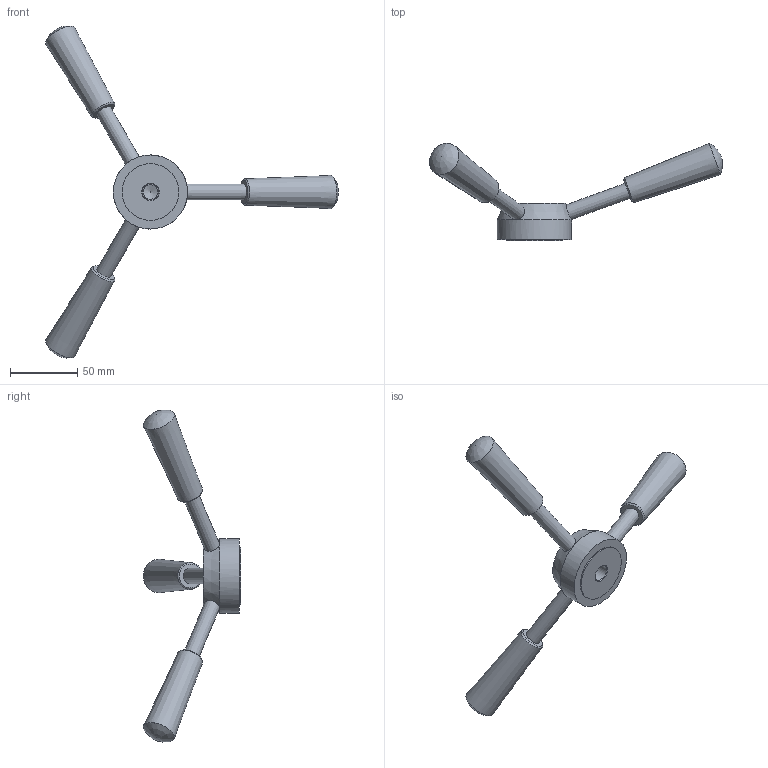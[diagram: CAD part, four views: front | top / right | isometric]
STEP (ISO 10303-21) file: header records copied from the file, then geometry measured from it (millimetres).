
FILE_DESCRIPTION(/* description */ (''),/* implementation_level */ '2;1');
FILE_NAME(/* name */ 'TRA140.dxf',/* time_stamp */ '2012-11-23T18:23:40+08:00',/* author */ (''),/* organization */ (''),/* preprocessor_version */ 'ST-DEVELOPER v9',/* originating_system */ 'UGS - NX 4.0',/* authorisation */ '');
FILE_SCHEMA (('CONFIG_CONTROL_DESIGN'));
Length unit declared in the file: millimetre
Products named in the file (1): Admi1AD4xr13
Bounding box: 218.14 x 72.61 x 247.21 mm (x, y, z)
Volume: 158960.4 mm3; surface area: 31223.3 mm2
Topology: 1 solids, 1 shells, 30 faces, 56 edges, 37 vertices
Faces by surface type: cone 12, plane 11, cylinder 4, bspline 3
Full cylindrical faces by diameter (mm): 11.023 x1, 12.023 x1, 42.204 x1, 55.204 x1
Entity records: 833 total; most frequent: CARTESIAN_POINT 257, DIRECTION 106, EDGE_LOOP 58, ORIENTED_EDGE 58, AXIS2_PLACEMENT_3D 53, FACE_BOUND 38, VERTEX_POINT 32, ADVANCED_FACE 30
